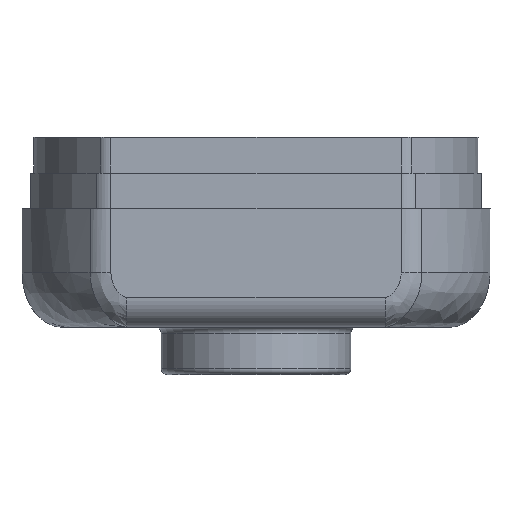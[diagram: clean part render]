
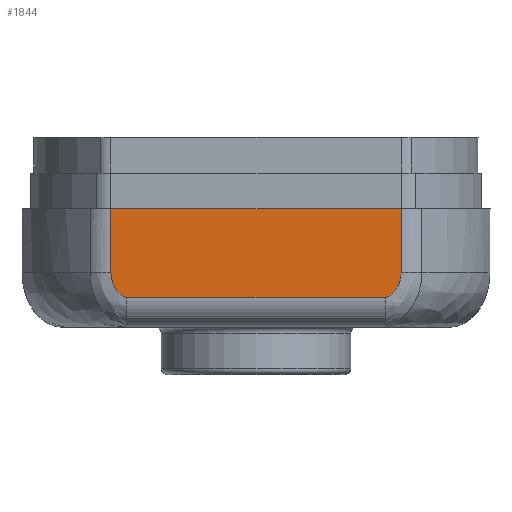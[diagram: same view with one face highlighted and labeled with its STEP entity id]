
A CAD part, front view. The second image highlights one B-rep face of the part: STEP entity #1844.
In plain terms, the highlighted planar face has unit normal (0, -1, 0).
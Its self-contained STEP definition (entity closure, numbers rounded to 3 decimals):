
#55 = CARTESIAN_POINT ( 'NONE',  ( 2.477, -3.337, -1.653 ) ) ;
#94 = CARTESIAN_POINT ( 'NONE',  ( 2.725, -3.337, -1.201 ) ) ;
#190 = DIRECTION ( 'NONE',  ( 0., 0., -1. ) ) ;
#286 = EDGE_CURVE ( 'NONE', #4738, #1548, #4935, .T. ) ;
#546 = CARTESIAN_POINT ( 'NONE',  ( -2.595, -3.338, -1.564 ) ) ;
#632 = CARTESIAN_POINT ( 'NONE',  ( 2.54, -3.338, -1.614 ) ) ;
#751 = CARTESIAN_POINT ( 'NONE',  ( -2.725, -3.337, -2.225 ) ) ;
#901 = EDGE_CURVE ( 'NONE', #5187, #1788, #1869, .T. ) ;
#1098 = B_SPLINE_CURVE_WITH_KNOTS ( 'NONE', 3,
 ( #5378, #4200, #3676, #6413, #546, #2609, #5271, #6332, #5836, #1112, #4728, #5871 ),
 .UNSPECIFIED., .F., .F.,
 ( 4, 2, 2, 2, 2, 4 ),
 ( 0., 0., 0., 0.001, 0.001, 0.001 ),
 .UNSPECIFIED. ) ;
#1104 = PLANE ( 'NONE',  #6963 ) ;
#1108 = VECTOR ( 'NONE', #5303, 1000. ) ;
#1112 = CARTESIAN_POINT ( 'NONE',  ( -2.454, -3.338, -1.663 ) ) ;
#1150 = CARTESIAN_POINT ( 'NONE',  ( -2.943, -3.337, 0. ) ) ;
#1156 = CARTESIAN_POINT ( 'NONE',  ( 2.443, -3.337, -1.669 ) ) ;
#1206 = ORIENTED_EDGE ( 'NONE', *, *, #3106, .T. ) ;
#1288 = DIRECTION ( 'NONE',  ( 1., 0., 0. ) ) ;
#1528 = DIRECTION ( 'NONE',  ( 0., 0., 1. ) ) ;
#1548 = VERTEX_POINT ( 'NONE', #1708 ) ;
#1560 = LINE ( 'NONE', #1669, #1108 ) ;
#1669 = CARTESIAN_POINT ( 'NONE',  ( -2.943, -3.337, -1.669 ) ) ;
#1670 = ORIENTED_EDGE ( 'NONE', *, *, #901, .T. ) ;
#1708 = CARTESIAN_POINT ( 'NONE',  ( 2.725, -3.337, 0. ) ) ;
#1741 = LINE ( 'NONE', #1150, #3899 ) ;
#1788 = VERTEX_POINT ( 'NONE', #3357 ) ;
#1834 = ORIENTED_EDGE ( 'NONE', *, *, #6743, .T. ) ;
#1844 = ADVANCED_FACE ( 'NONE', ( #5943 ), #1104, .T. ) ;
#1869 = LINE ( 'NONE', #751, #6688 ) ;
#2609 = CARTESIAN_POINT ( 'NONE',  ( -2.54, -3.338, -1.614 ) ) ;
#2617 = ORIENTED_EDGE ( 'NONE', *, *, #6940, .F. ) ;
#2641 = ORIENTED_EDGE ( 'NONE', *, *, #5081, .T. ) ;
#2774 = CARTESIAN_POINT ( 'NONE',  ( 2.595, -3.338, -1.565 ) ) ;
#2868 = CARTESIAN_POINT ( 'NONE',  ( -2.943, -3.337, -2.225 ) ) ;
#2944 = B_SPLINE_CURVE_WITH_KNOTS ( 'NONE', 3,
 ( #3826, #1156, #3718, #55, #3294, #6971, #632, #2774, #4932, #4322, #5308, #94 ),
 .UNSPECIFIED., .F., .F.,
 ( 4, 2, 2, 2, 2, 4 ),
 ( 0., 0., 0., 0., 0., 0.001 ),
 .UNSPECIFIED. ) ;
#3106 = EDGE_CURVE ( 'NONE', #5055, #6115, #1560, .T. ) ;
#3294 = CARTESIAN_POINT ( 'NONE',  ( 2.488, -3.338, -1.648 ) ) ;
#3357 = CARTESIAN_POINT ( 'NONE',  ( -2.725, -3.337, -1.201 ) ) ;
#3377 = CARTESIAN_POINT ( 'NONE',  ( 2.725, -3.337, -1.201 ) ) ;
#3676 = CARTESIAN_POINT ( 'NONE',  ( -2.7, -3.337, -1.398 ) ) ;
#3718 = CARTESIAN_POINT ( 'NONE',  ( 2.454, -3.337, -1.663 ) ) ;
#3826 = CARTESIAN_POINT ( 'NONE',  ( 2.43, -3.337, -1.669 ) ) ;
#3839 = CARTESIAN_POINT ( 'NONE',  ( 2.43, -3.337, -1.669 ) ) ;
#3899 = VECTOR ( 'NONE', #1288, 1000. ) ;
#3923 = DIRECTION ( 'NONE',  ( 0., 0., -1. ) ) ;
#4106 = EDGE_LOOP ( 'NONE', ( #2641, #5088, #2617, #1670, #1834, #1206 ) ) ;
#4200 = CARTESIAN_POINT ( 'NONE',  ( -2.725, -3.337, -1.3 ) ) ;
#4322 = CARTESIAN_POINT ( 'NONE',  ( 2.7, -3.337, -1.398 ) ) ;
#4728 = CARTESIAN_POINT ( 'NONE',  ( -2.443, -3.338, -1.669 ) ) ;
#4738 = VERTEX_POINT ( 'NONE', #3377 ) ;
#4925 = DIRECTION ( 'NONE',  ( 0., -1., 0. ) ) ;
#4932 = CARTESIAN_POINT ( 'NONE',  ( 2.626, -3.337, -1.526 ) ) ;
#4935 = LINE ( 'NONE', #6379, #5218 ) ;
#4970 = CARTESIAN_POINT ( 'NONE',  ( -2.725, -3.337, 0. ) ) ;
#5055 = VERTEX_POINT ( 'NONE', #6417 ) ;
#5081 = EDGE_CURVE ( 'NONE', #6115, #4738, #2944, .T. ) ;
#5088 = ORIENTED_EDGE ( 'NONE', *, *, #286, .T. ) ;
#5187 = VERTEX_POINT ( 'NONE', #4970 ) ;
#5218 = VECTOR ( 'NONE', #1528, 1000. ) ;
#5271 = CARTESIAN_POINT ( 'NONE',  ( -2.52, -3.337, -1.629 ) ) ;
#5303 = DIRECTION ( 'NONE',  ( 1., 0., 0. ) ) ;
#5308 = CARTESIAN_POINT ( 'NONE',  ( 2.725, -3.337, -1.3 ) ) ;
#5378 = CARTESIAN_POINT ( 'NONE',  ( -2.725, -3.337, -1.201 ) ) ;
#5836 = CARTESIAN_POINT ( 'NONE',  ( -2.477, -3.338, -1.653 ) ) ;
#5871 = CARTESIAN_POINT ( 'NONE',  ( -2.43, -3.337, -1.669 ) ) ;
#5943 = FACE_OUTER_BOUND ( 'NONE', #4106, .T. ) ;
#6115 = VERTEX_POINT ( 'NONE', #3839 ) ;
#6332 = CARTESIAN_POINT ( 'NONE',  ( -2.488, -3.337, -1.648 ) ) ;
#6379 = CARTESIAN_POINT ( 'NONE',  ( 2.725, -3.337, -2.225 ) ) ;
#6413 = CARTESIAN_POINT ( 'NONE',  ( -2.626, -3.337, -1.525 ) ) ;
#6417 = CARTESIAN_POINT ( 'NONE',  ( -2.43, -3.337, -1.669 ) ) ;
#6688 = VECTOR ( 'NONE', #3923, 1000. ) ;
#6743 = EDGE_CURVE ( 'NONE', #1788, #5055, #1098, .T. ) ;
#6940 = EDGE_CURVE ( 'NONE', #5187, #1548, #1741, .T. ) ;
#6963 = AXIS2_PLACEMENT_3D ( 'NONE', #2868, #4925, #190 ) ;
#6971 = CARTESIAN_POINT ( 'NONE',  ( 2.52, -3.338, -1.629 ) ) ;
